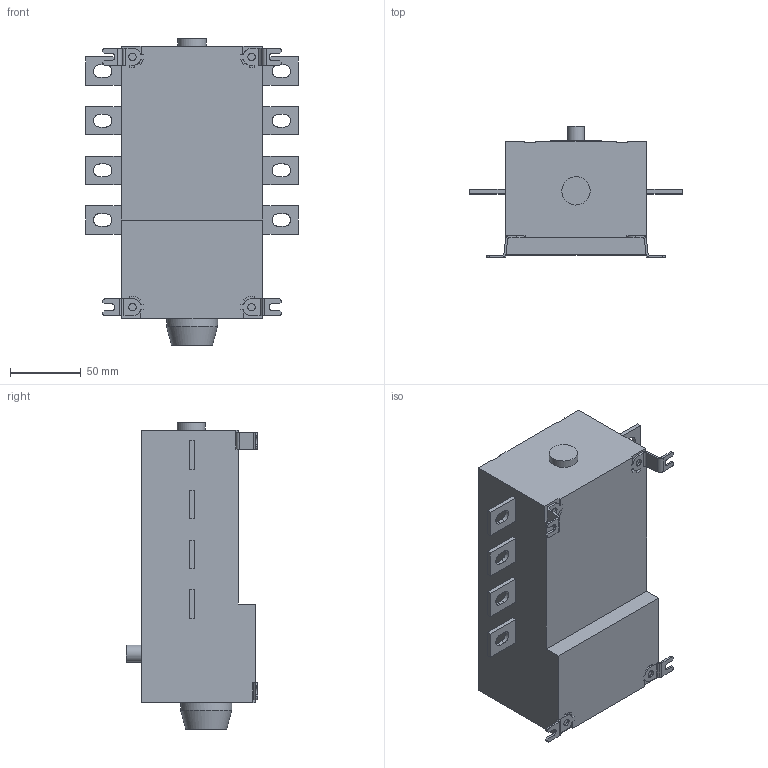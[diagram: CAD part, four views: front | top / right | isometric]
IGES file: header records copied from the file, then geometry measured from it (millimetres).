
Global section: file name: OT200ES04.igs; preprocessor: I-DEAS 3D IGES Translator 11; date: 20080611.140634; units: millimetre
Bounding box: 150 x 93 x 216.5 mm (x, y, z)
Volume: 1417425.6 mm3; surface area: 96349.7 mm2
Topology: 1 solids, 1 shells, 268 faces, 742 edges, 498 vertices
Faces by surface type: bspline 268
